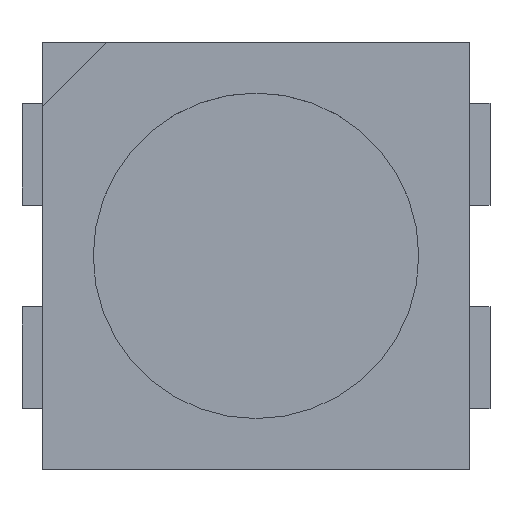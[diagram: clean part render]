
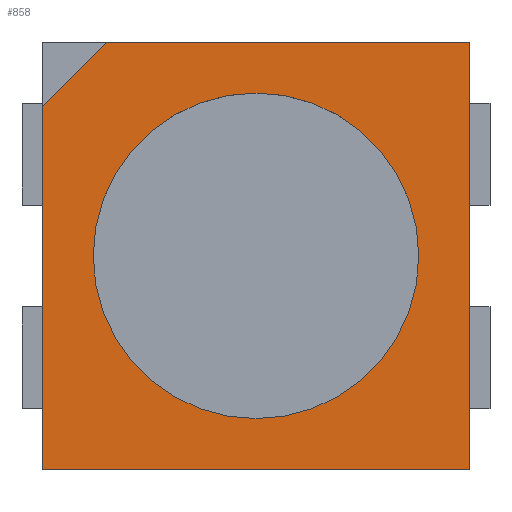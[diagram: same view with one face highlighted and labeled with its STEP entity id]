
A CAD part, top view. The second image highlights one B-rep face of the part: STEP entity #858.
In plain terms, the highlighted planar face has unit normal (0, 0, 1).
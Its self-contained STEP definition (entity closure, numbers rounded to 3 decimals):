
#23=FACE_BOUND('',#100,.T.);
#24=CIRCLE('',#923,0.8);
#49=FACE_OUTER_BOUND('',#99,.T.);
#99=EDGE_LOOP('',(#655,#656,#657,#658,#659));
#100=EDGE_LOOP('',(#660));
#141=LINE('',#1207,#256);
#161=LINE('',#1248,#276);
#187=LINE('',#1305,#302);
#191=LINE('',#1312,#306);
#192=LINE('',#1313,#307);
#256=VECTOR('',#981,10.);
#276=VECTOR('',#1011,10.);
#302=VECTOR('',#1063,10.);
#306=VECTOR('',#1071,10.);
#307=VECTOR('',#1072,10.);
#367=VERTEX_POINT('',#1204);
#368=VERTEX_POINT('',#1206);
#383=VERTEX_POINT('',#1245);
#384=VERTEX_POINT('',#1247);
#400=VERTEX_POINT('',#1297);
#402=VERTEX_POINT('',#1304);
#449=EDGE_CURVE('',#368,#367,#141,.T.);
#469=EDGE_CURVE('',#384,#383,#161,.T.);
#494=EDGE_CURVE('',#400,#400,#24,.T.);
#497=EDGE_CURVE('',#402,#384,#187,.T.);
#501=EDGE_CURVE('',#383,#368,#191,.T.);
#502=EDGE_CURVE('',#367,#402,#192,.T.);
#655=ORIENTED_EDGE('',*,*,#497,.T.);
#656=ORIENTED_EDGE('',*,*,#469,.T.);
#657=ORIENTED_EDGE('',*,*,#501,.T.);
#658=ORIENTED_EDGE('',*,*,#449,.T.);
#659=ORIENTED_EDGE('',*,*,#502,.T.);
#660=ORIENTED_EDGE('',*,*,#494,.T.);
#808=PLANE('',#928);
#858=ADVANCED_FACE('',(#49,#23),#808,.T.);
#923=AXIS2_PLACEMENT_3D('',#1298,#1054,#1055);
#928=AXIS2_PLACEMENT_3D('',#1311,#1069,#1070);
#981=DIRECTION('',(0.,1.,0.));
#1011=DIRECTION('',(0.,-1.,0.));
#1054=DIRECTION('center_axis',(0.,0.,-1.));
#1055=DIRECTION('ref_axis',(-1.,0.,0.));
#1063=DIRECTION('',(-0.707,-0.707,0.));
#1069=DIRECTION('center_axis',(0.,0.,1.));
#1070=DIRECTION('ref_axis',(1.,0.,0.));
#1071=DIRECTION('',(1.,0.,0.));
#1072=DIRECTION('',(-1.,0.,0.));
#1204=CARTESIAN_POINT('',(1.05,1.05,1.));
#1206=CARTESIAN_POINT('',(1.05,-1.05,1.));
#1207=CARTESIAN_POINT('',(1.05,1.05,1.));
#1245=CARTESIAN_POINT('',(-1.05,-1.05,1.));
#1247=CARTESIAN_POINT('',(-1.05,0.735,1.));
#1248=CARTESIAN_POINT('',(-1.05,-1.05,1.));
#1297=CARTESIAN_POINT('',(0.8,0.,1.));
#1298=CARTESIAN_POINT('Origin',(0.,0.,1.));
#1304=CARTESIAN_POINT('',(-0.735,1.05,1.));
#1305=CARTESIAN_POINT('',(-0.814,0.971,1.));
#1311=CARTESIAN_POINT('Origin',(0.,0.,1.));
#1312=CARTESIAN_POINT('',(1.05,-1.05,1.));
#1313=CARTESIAN_POINT('',(-1.05,1.05,1.));
